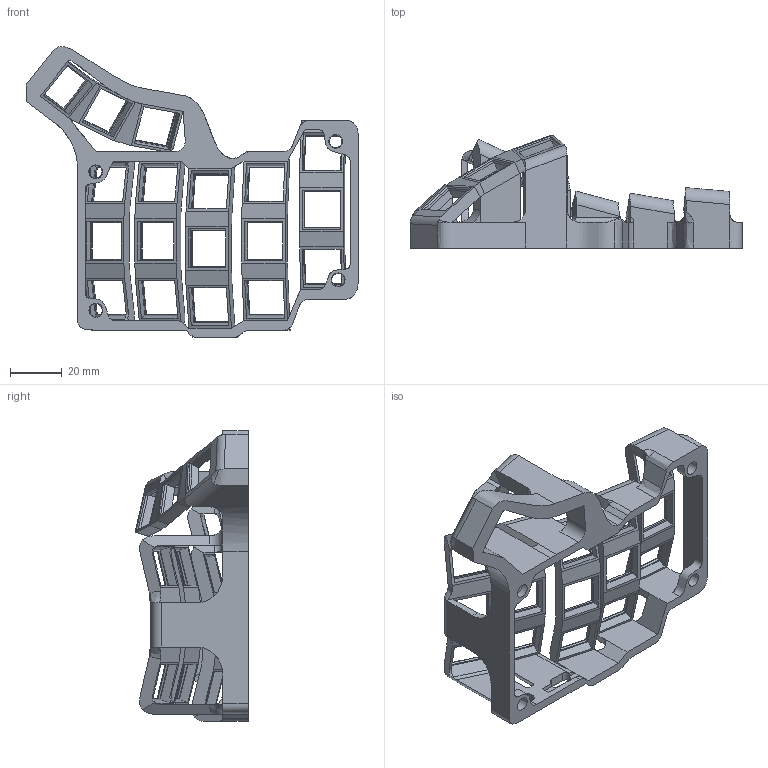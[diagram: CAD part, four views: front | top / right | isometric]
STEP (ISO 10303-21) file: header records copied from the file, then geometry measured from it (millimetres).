
FILE_DESCRIPTION(/* description */ (''),/* implementation_level */ '2;1');
FILE_NAME(/* name */ 'casev9.step',/* time_stamp */ '2020-11-08T17:19:11+01:00',/* author */ (''),/* organization */ (''),/* preprocessor_version */ 'ST-DEVELOPER v18.1',/* originating_system */ 'Autodesk Translation Framework v9.3.0.1241',/* authorisation */ '');
FILE_SCHEMA (('AUTOMOTIVE_DESIGN { 1 0 10303 214 3 1 1 }'));
Length unit declared in the file: millimetre
Products named in the file (1): Bastyl-3x5-01
Bounding box: 127.86 x 43.44 x 112.07 mm (x, y, z)
Volume: 45543.4 mm3; surface area: 35764.1 mm2
Topology: 1 solids, 1 shells, 495 faces, 1387 edges, 878 vertices
Faces by surface type: plane 404, bspline 48, cylinder 39, cone 4
Full cylindrical faces by diameter (mm): 6 x1
Entity records: 17570 total; most frequent: CARTESIAN_POINT 5060, ORIENTED_EDGE 2770, DIRECTION 2304, EDGE_CURVE 1385, LINE 1106, VECTOR 1106, VERTEX_POINT 878, AXIS2_PLACEMENT_3D 599
